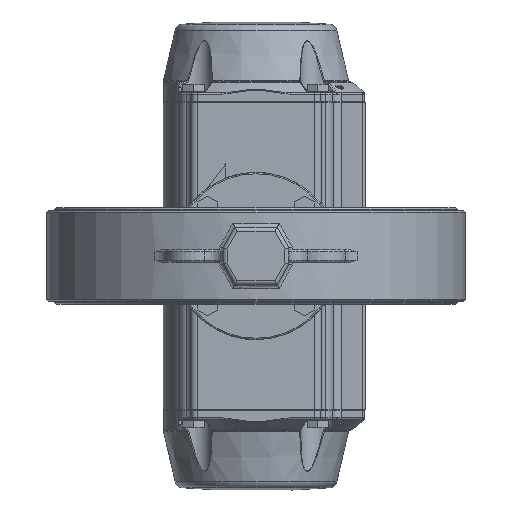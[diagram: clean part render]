
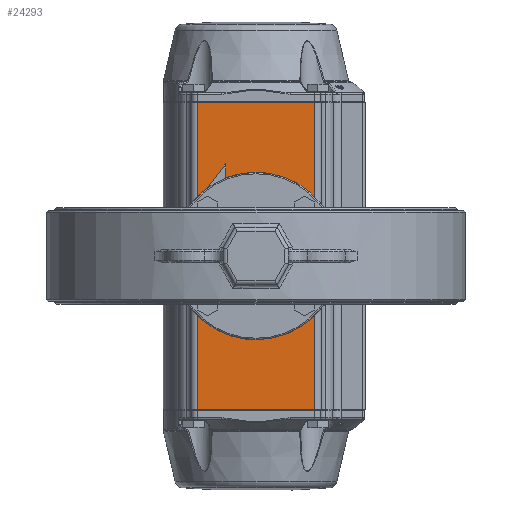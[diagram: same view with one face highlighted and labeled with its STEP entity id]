
A CAD part, front view. The second image highlights one B-rep face of the part: STEP entity #24293.
In plain terms, the highlighted planar face has unit normal (0, -1, 0).
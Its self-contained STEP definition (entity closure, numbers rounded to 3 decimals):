
#2115=PLANE('',#26824);
#3116=LINE('',#46767,#4539);
#3172=LINE('',#46952,#4595);
#3266=LINE('',#47222,#4689);
#3267=LINE('',#47225,#4690);
#4539=VECTOR('',#31099,1000.);
#4595=VECTOR('',#31289,1000.);
#4689=VECTOR('',#31573,1000.);
#4690=VECTOR('',#31578,1000.);
#9044=ORIENTED_EDGE('',*,*,#14290,.F.);
#9045=ORIENTED_EDGE('',*,*,#14156,.T.);
#9046=ORIENTED_EDGE('',*,*,#14292,.T.);
#9047=ORIENTED_EDGE('',*,*,#14064,.T.);
#9048=ORIENTED_EDGE('',*,*,#14293,.F.);
#9049=ORIENTED_EDGE('',*,*,#14294,.F.);
#9050=ORIENTED_EDGE('',*,*,#14295,.F.);
#9051=ORIENTED_EDGE('',*,*,#14296,.F.);
#9052=ORIENTED_EDGE('',*,*,#14297,.F.);
#9053=ORIENTED_EDGE('',*,*,#14298,.F.);
#9054=ORIENTED_EDGE('',*,*,#14299,.F.);
#9055=ORIENTED_EDGE('',*,*,#14300,.F.);
#9056=ORIENTED_EDGE('',*,*,#14301,.T.);
#14064=EDGE_CURVE('',#17058,#17061,#3116,.T.);
#14156=EDGE_CURVE('',#17124,#17123,#3172,.T.);
#14290=EDGE_CURVE('',#17124,#17061,#3266,.T.);
#14292=EDGE_CURVE('',#17123,#17058,#3267,.T.);
#14293=EDGE_CURVE('',#17205,#17205,#18703,.T.);
#14294=EDGE_CURVE('',#17206,#17206,#18704,.T.);
#14295=EDGE_CURVE('',#17207,#17207,#18705,.T.);
#14296=EDGE_CURVE('',#17208,#17208,#18706,.T.);
#14297=EDGE_CURVE('',#17209,#17209,#18707,.T.);
#14298=EDGE_CURVE('',#17210,#17210,#18708,.T.);
#14299=EDGE_CURVE('',#17211,#17211,#18709,.T.);
#14300=EDGE_CURVE('',#17212,#17212,#18710,.T.);
#14301=EDGE_CURVE('',#17213,#17213,#18711,.T.);
#17058=VERTEX_POINT('',#46761);
#17061=VERTEX_POINT('',#46766);
#17123=VERTEX_POINT('',#46951);
#17124=VERTEX_POINT('',#46953);
#17205=VERTEX_POINT('',#47227);
#17206=VERTEX_POINT('',#47229);
#17207=VERTEX_POINT('',#47231);
#17208=VERTEX_POINT('',#47233);
#17209=VERTEX_POINT('',#47235);
#17210=VERTEX_POINT('',#47237);
#17211=VERTEX_POINT('',#47239);
#17212=VERTEX_POINT('',#47241);
#17213=VERTEX_POINT('',#47243);
#18703=CIRCLE('',#26825,3.4);
#18704=CIRCLE('',#26826,3.4);
#18705=CIRCLE('',#26827,3.4);
#18706=CIRCLE('',#26828,3.4);
#18707=CIRCLE('',#26829,4.25);
#18708=CIRCLE('',#26830,4.25);
#18709=CIRCLE('',#26831,4.25);
#18710=CIRCLE('',#26832,4.25);
#18711=CIRCLE('',#26833,27.5);
#20363=EDGE_LOOP('',(#9044,#9045,#9046,#9047));
#20364=EDGE_LOOP('',(#9048));
#20365=EDGE_LOOP('',(#9049));
#20366=EDGE_LOOP('',(#9050));
#20367=EDGE_LOOP('',(#9051));
#20368=EDGE_LOOP('',(#9052));
#20369=EDGE_LOOP('',(#9053));
#20370=EDGE_LOOP('',(#9054));
#20371=EDGE_LOOP('',(#9055));
#20372=EDGE_LOOP('',(#9056));
#22204=FACE_BOUND('',#20363,.T.);
#22205=FACE_BOUND('',#20364,.T.);
#22206=FACE_BOUND('',#20365,.T.);
#22207=FACE_BOUND('',#20366,.T.);
#22208=FACE_BOUND('',#20367,.T.);
#22209=FACE_BOUND('',#20368,.T.);
#22210=FACE_BOUND('',#20369,.T.);
#22211=FACE_BOUND('',#20370,.T.);
#22212=FACE_BOUND('',#20371,.T.);
#22213=FACE_BOUND('',#20372,.T.);
#24293=ADVANCED_FACE('',(#22204,#22205,#22206,#22207,#22208,#22209,#22210,
#22211,#22212,#22213),#2115,.F.);
#26824=AXIS2_PLACEMENT_3D('',#47224,#31576,#31577);
#26825=AXIS2_PLACEMENT_3D('',#47226,#31579,#31580);
#26826=AXIS2_PLACEMENT_3D('',#47228,#31581,#31582);
#26827=AXIS2_PLACEMENT_3D('',#47230,#31583,#31584);
#26828=AXIS2_PLACEMENT_3D('',#47232,#31585,#31586);
#26829=AXIS2_PLACEMENT_3D('',#47234,#31587,#31588);
#26830=AXIS2_PLACEMENT_3D('',#47236,#31589,#31590);
#26831=AXIS2_PLACEMENT_3D('',#47238,#31591,#31592);
#26832=AXIS2_PLACEMENT_3D('',#47240,#31593,#31594);
#26833=AXIS2_PLACEMENT_3D('',#47242,#31595,#31596);
#31099=DIRECTION('',(1.,0.,0.));
#31289=DIRECTION('',(-1.,0.,0.));
#31573=DIRECTION('',(0.,0.,-1.));
#31576=DIRECTION('',(0.,1.,0.));
#31577=DIRECTION('',(0.,0.,1.));
#31578=DIRECTION('',(0.,0.,-1.));
#31579=DIRECTION('',(0.,-1.,0.));
#31580=DIRECTION('',(0.,0.,-1.));
#31581=DIRECTION('',(0.,-1.,0.));
#31582=DIRECTION('',(0.,0.,-1.));
#31583=DIRECTION('',(0.,-1.,0.));
#31584=DIRECTION('',(0.,0.,-1.));
#31585=DIRECTION('',(0.,-1.,0.));
#31586=DIRECTION('',(0.,0.,-1.));
#31587=DIRECTION('',(0.,-1.,0.));
#31588=DIRECTION('',(0.,0.,-1.));
#31589=DIRECTION('',(0.,-1.,0.));
#31590=DIRECTION('',(0.,0.,-1.));
#31591=DIRECTION('',(0.,-1.,0.));
#31592=DIRECTION('',(0.,0.,-1.));
#31593=DIRECTION('',(0.,-1.,0.));
#31594=DIRECTION('',(0.,0.,-1.));
#31595=DIRECTION('',(0.,1.,0.));
#31596=DIRECTION('',(0.,0.,1.));
#46761=CARTESIAN_POINT('',(-44.,-80.,-115.));
#46766=CARTESIAN_POINT('',(44.,-80.,-115.));
#46767=CARTESIAN_POINT('',(-44.,-80.,-115.));
#46951=CARTESIAN_POINT('',(-44.,-80.,115.));
#46952=CARTESIAN_POINT('',(-44.,-80.,115.));
#46953=CARTESIAN_POINT('',(44.,-80.,115.));
#47222=CARTESIAN_POINT('',(44.,-80.,115.5));
#47224=CARTESIAN_POINT('',(-44.,-80.,115.5));
#47225=CARTESIAN_POINT('',(-44.,-80.,115.5));
#47226=CARTESIAN_POINT('',(24.749,-80.,24.749));
#47227=CARTESIAN_POINT('',(24.749,-80.,21.349));
#47228=CARTESIAN_POINT('',(24.749,-80.,-24.749));
#47229=CARTESIAN_POINT('',(24.749,-80.,-28.149));
#47230=CARTESIAN_POINT('',(-24.749,-80.,-24.749));
#47231=CARTESIAN_POINT('',(-24.749,-80.,-28.149));
#47232=CARTESIAN_POINT('',(-24.749,-80.,24.749));
#47233=CARTESIAN_POINT('',(-24.749,-80.,21.349));
#47234=CARTESIAN_POINT('',(36.062,-80.,36.062));
#47235=CARTESIAN_POINT('',(36.062,-80.,31.812));
#47236=CARTESIAN_POINT('',(36.062,-80.,-36.062));
#47237=CARTESIAN_POINT('',(36.062,-80.,-40.312));
#47238=CARTESIAN_POINT('',(-36.062,-80.,-36.062));
#47239=CARTESIAN_POINT('',(-36.062,-80.,-40.312));
#47240=CARTESIAN_POINT('',(-36.062,-80.,36.062));
#47241=CARTESIAN_POINT('',(-36.062,-80.,31.812));
#47242=CARTESIAN_POINT('',(0.,-80.,0.));
#47243=CARTESIAN_POINT('',(0.,-80.,27.5));
